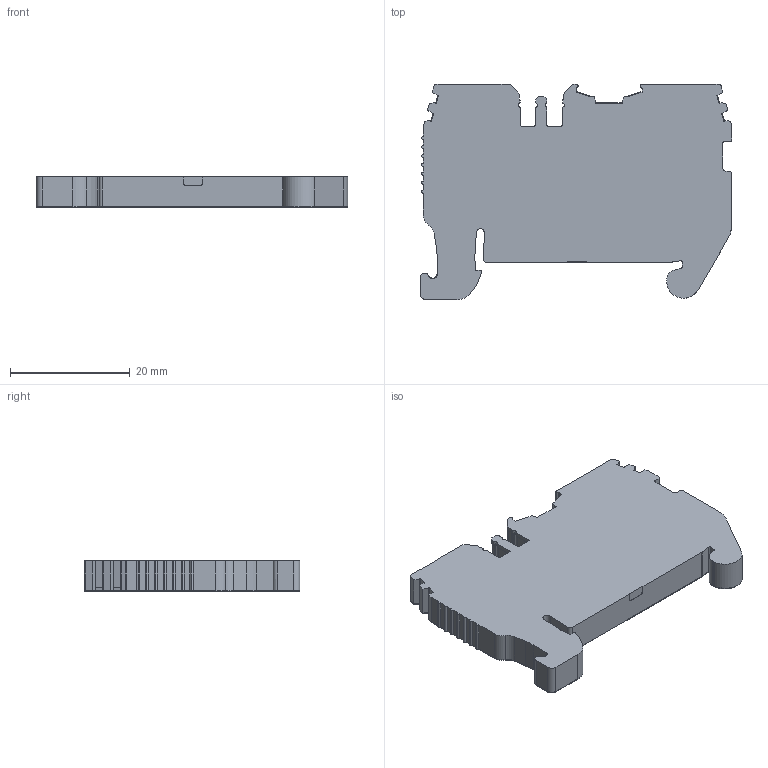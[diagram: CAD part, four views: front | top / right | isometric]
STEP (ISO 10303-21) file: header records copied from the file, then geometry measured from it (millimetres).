
FILE_DESCRIPTION (( 'STEP AP214' ), '1' );
FILE_NAME ('310129_CTP 2.5_Grey.STEP', '2017-10-02T12:50:20', ( '' ), ( '' ), 'SwSTEP 2.0', 'SolidWorks 2017', '' );
FILE_SCHEMA (( 'AUTOMOTIVE_DESIGN' ));
Length unit declared in the file: millimetre
Products named in the file (1): 310129_CTP 2.5_Grey
Bounding box: 52.18 x 36.07 x 5.15 mm (x, y, z)
Volume: 7682.5 mm3; surface area: 4225.9 mm2
Topology: 1 solids, 1 shells, 472 faces, 1392 edges, 925 vertices
Faces by surface type: plane 275, cylinder 197
Entity records: 15817 total; most frequent: CARTESIAN_POINT 2822, ORIENTED_EDGE 2784, DIRECTION 2719, EDGE_CURVE 1392, VECTOR 995, LINE 995, VERTEX_POINT 925, AXIS2_PLACEMENT_3D 862
